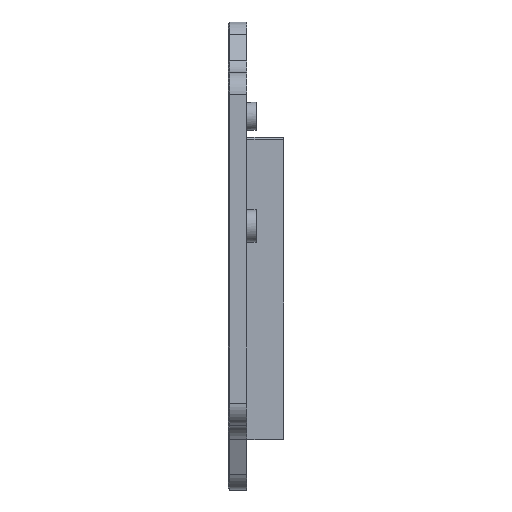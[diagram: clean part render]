
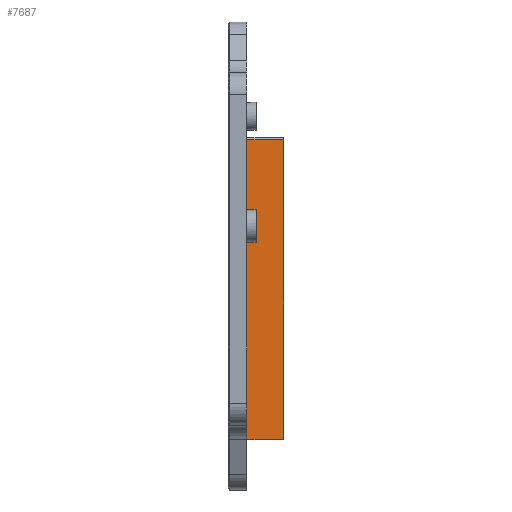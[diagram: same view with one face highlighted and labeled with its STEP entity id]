
A CAD part, top view. The second image highlights one B-rep face of the part: STEP entity #7687.
In plain terms, the highlighted planar face has unit normal (0, 0, 1).
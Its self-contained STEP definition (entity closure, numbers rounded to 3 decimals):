
#296=PLANE('',#8132);
#564=FACE_OUTER_BOUND('',#981,.T.);
#981=EDGE_LOOP('',(#5407,#5408,#5409,#5410));
#1807=LINE('',#13067,#2560);
#1838=LINE('',#13131,#2591);
#1839=LINE('',#13133,#2592);
#1840=LINE('',#13134,#2593);
#2560=VECTOR('',#8866,10.);
#2591=VECTOR('',#8913,10.);
#2592=VECTOR('',#8914,10.);
#2593=VECTOR('',#8915,10.);
#3393=VERTEX_POINT('',#13065);
#3394=VERTEX_POINT('',#13066);
#3419=VERTEX_POINT('',#13130);
#3420=VERTEX_POINT('',#13132);
#4176=EDGE_CURVE('',#3393,#3394,#1807,.T.);
#4208=EDGE_CURVE('',#3419,#3394,#1838,.T.);
#4209=EDGE_CURVE('',#3420,#3419,#1839,.T.);
#4210=EDGE_CURVE('',#3393,#3420,#1840,.T.);
#5407=ORIENTED_EDGE('',*,*,#4176,.T.);
#5408=ORIENTED_EDGE('',*,*,#4208,.F.);
#5409=ORIENTED_EDGE('',*,*,#4209,.F.);
#5410=ORIENTED_EDGE('',*,*,#4210,.F.);
#7687=ADVANCED_FACE('',(#564),#296,.T.);
#8132=AXIS2_PLACEMENT_3D('',#13129,#8911,#8912);
#8866=DIRECTION('',(0.,1.,0.));
#8911=DIRECTION('center_axis',(0.,0.,1.));
#8912=DIRECTION('ref_axis',(1.,0.,0.));
#8913=DIRECTION('',(1.,0.,0.));
#8914=DIRECTION('',(0.,1.,0.));
#8915=DIRECTION('',(-1.,0.,0.));
#13065=CARTESIAN_POINT('',(-42.,-41.721,3.643));
#13066=CARTESIAN_POINT('',(-42.,23.379,3.643));
#13067=CARTESIAN_POINT('',(-42.,-2.719,3.643));
#13129=CARTESIAN_POINT('Origin',(-54.,2.207,3.643));
#13130=CARTESIAN_POINT('',(-50.,23.379,3.643));
#13131=CARTESIAN_POINT('',(-54.,23.379,3.643));
#13132=CARTESIAN_POINT('',(-50.,-41.721,3.643));
#13133=CARTESIAN_POINT('',(-50.,-21.307,3.643));
#13134=CARTESIAN_POINT('',(-54.,-41.721,3.643));
